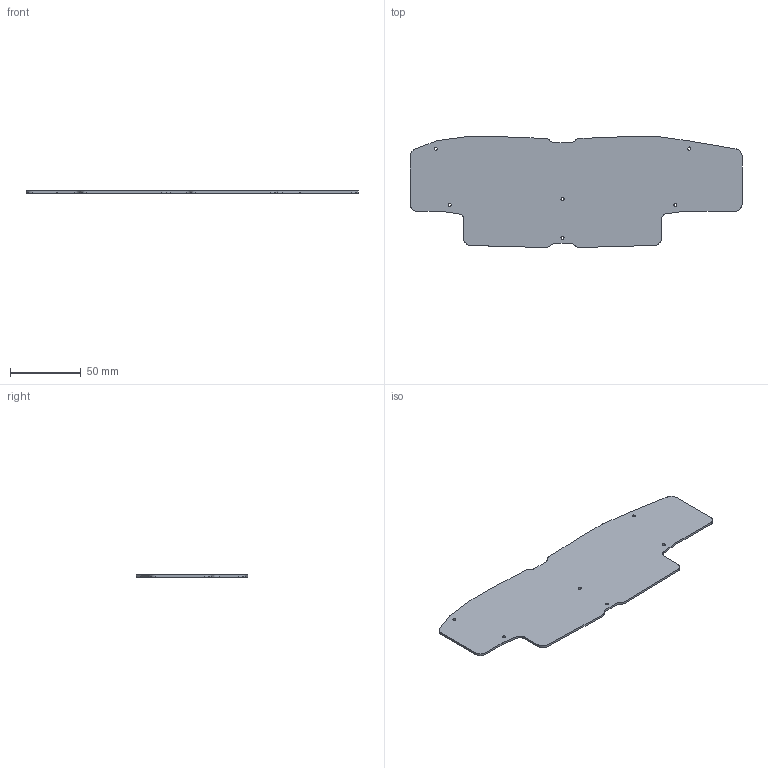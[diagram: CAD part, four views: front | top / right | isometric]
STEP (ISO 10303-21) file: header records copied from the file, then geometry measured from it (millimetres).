
FILE_DESCRIPTION(('KiCad electronic assembly'),'2;1');
FILE_NAME('StenoWing_plate.step','2025-03-04T16:15:30',('Pcbnew'),( 'Kicad'),'Open CASCADE STEP processor 7.8','KiCad to STEP converter' ,'Unknown');
FILE_SCHEMA(('AUTOMOTIVE_DESIGN { 1 0 10303 214 1 1 1 1 }'));
Length unit declared in the file: millimetre
Products named in the file (2): StenoWing_plate 1; StenoWing_plate_PCB
Assembly tree (1 placements, depth 2):
  StenoWing_plate 1
    StenoWing_plate_PCB
Bounding box: 235.43 x 78.8 x 1.51 mm (x, y, z)
Volume: 23205.1 mm3; surface area: 31694.6 mm2
Topology: 1 solids, 1 shells, 67 faces, 195 edges, 130 vertices
Faces by surface type: plane 34, cylinder 33
Full cylindrical faces by diameter (mm): 2.2 x6
Entity records: 2296 total; most frequent: DIRECTION 399, CARTESIAN_POINT 394, ORIENTED_EDGE 390, EDGE_CURVE 195, AXIS2_PLACEMENT_3D 135, VERTEX_POINT 130, LINE 129, VECTOR 129
